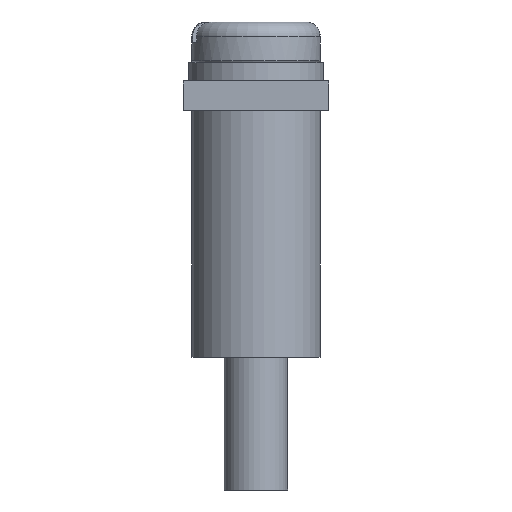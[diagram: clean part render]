
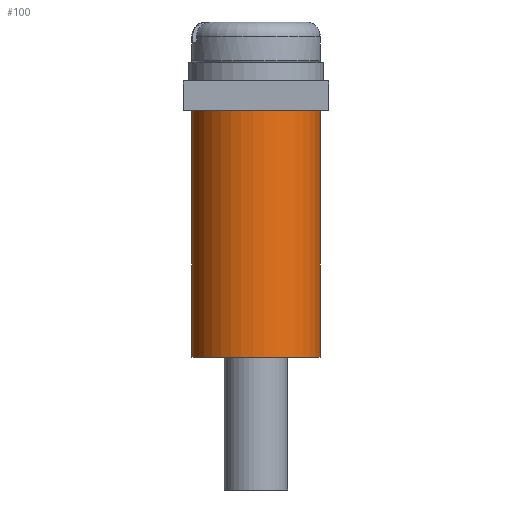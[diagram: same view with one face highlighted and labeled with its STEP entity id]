
A CAD part, front view. The second image highlights one B-rep face of the part: STEP entity #100.
In plain terms, the highlighted cylindrical face has radius 3.5 mm (diameter 7 mm), a full revolution.
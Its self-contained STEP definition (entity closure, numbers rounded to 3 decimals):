
#2 = FACE_OUTER_BOUND ( 'NONE', #2843, .T. ) ;
#100 = ADVANCED_FACE ( 'NONE', ( #2, #2412 ), #3109, .T. ) ;
#299 = AXIS2_PLACEMENT_3D ( 'NONE', #625, #867, #1834 ) ;
#486 = EDGE_CURVE ( 'NONE', #1827, #1827, #1751, .T. ) ;
#625 = CARTESIAN_POINT ( 'NONE',  ( -4.368, -15.945, 40.2 ) ) ;
#657 = EDGE_CURVE ( 'NONE', #2104, #2104, #3080, .T. ) ;
#867 = DIRECTION ( 'NONE',  ( 0., 0., 1. ) ) ;
#935 = AXIS2_PLACEMENT_3D ( 'NONE', #1633, #948, #1436 ) ;
#948 = DIRECTION ( 'NONE',  ( 0., 0., 1. ) ) ;
#1163 = CARTESIAN_POINT ( 'NONE',  ( -4.368, -15.945, 40.2 ) ) ;
#1199 = ORIENTED_EDGE ( 'NONE', *, *, #657, .F. ) ;
#1436 = DIRECTION ( 'NONE',  ( 0.601, -0.799, 0. ) ) ;
#1460 = AXIS2_PLACEMENT_3D ( 'NONE', #1163, #1463, #1895 ) ;
#1463 = DIRECTION ( 'NONE',  ( 0., 0., -1. ) ) ;
#1579 = ORIENTED_EDGE ( 'NONE', *, *, #486, .T. ) ;
#1633 = CARTESIAN_POINT ( 'NONE',  ( -4.368, -15.945, 26.8 ) ) ;
#1751 = CIRCLE ( 'NONE', #935, 3.5 ) ;
#1827 = VERTEX_POINT ( 'NONE', #2856 ) ;
#1834 = DIRECTION ( 'NONE',  ( 0.601, -0.799, 0. ) ) ;
#1895 = DIRECTION ( 'NONE',  ( -0.601, 0.799, 0. ) ) ;
#2104 = VERTEX_POINT ( 'NONE', #3071 ) ;
#2412 = FACE_OUTER_BOUND ( 'NONE', #2537, .T. ) ;
#2537 = EDGE_LOOP ( 'NONE', ( #1579 ) ) ;
#2843 = EDGE_LOOP ( 'NONE', ( #1199 ) ) ;
#2856 = CARTESIAN_POINT ( 'NONE',  ( -2.264, -18.742, 26.8 ) ) ;
#3071 = CARTESIAN_POINT ( 'NONE',  ( -2.264, -18.742, 40.2 ) ) ;
#3080 = CIRCLE ( 'NONE', #299, 3.5 ) ;
#3109 = CYLINDRICAL_SURFACE ( 'NONE', #1460, 3.5 ) ;
